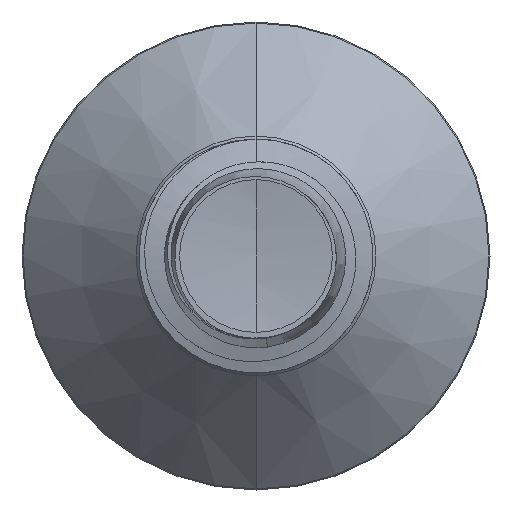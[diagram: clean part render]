
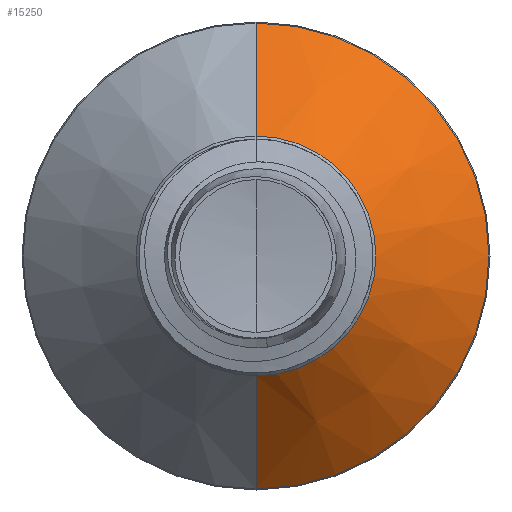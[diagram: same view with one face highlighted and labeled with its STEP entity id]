
A CAD part, front view. The second image highlights one B-rep face of the part: STEP entity #15250.
In plain terms, the highlighted conical face has half-angle 45 degrees and reference radius 2.563 mm.
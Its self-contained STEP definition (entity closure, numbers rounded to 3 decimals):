
#59 = VERTEX_POINT ( 'NONE', #14511 ) ;
#857 = CARTESIAN_POINT ( 'NONE',  ( 0., 4.313, 2.563 ) ) ;
#1106 = LINE ( 'NONE', #11120, #7202 ) ;
#1835 = ORIENTED_EDGE ( 'NONE', *, *, #11736, .T. ) ;
#1879 = ORIENTED_EDGE ( 'NONE', *, *, #14190, .T. ) ;
#1898 = ORIENTED_EDGE ( 'NONE', *, *, #12990, .F. ) ;
#1944 = ORIENTED_EDGE ( 'NONE', *, *, #7045, .F. ) ;
#3256 = EDGE_LOOP ( 'NONE', ( #1835, #1879, #1898, #1944 ) ) ;
#3460 = CIRCLE ( 'NONE', #3876, 4.978 ) ;
#3876 = AXIS2_PLACEMENT_3D ( 'NONE', #4270, #12495, #5508 ) ;
#4053 = DIRECTION ( 'NONE',  ( 0., 0.707, -0.707 ) ) ;
#4270 = CARTESIAN_POINT ( 'NONE',  ( 0., 6.728, 0. ) ) ;
#4440 = CARTESIAN_POINT ( 'NONE',  ( 0., 6.728, -4.978 ) ) ;
#4982 = CONICAL_SURFACE ( 'NONE', #14533, 2.563, 0.785 ) ;
#5160 = DIRECTION ( 'NONE',  ( 0., 0., 1. ) ) ;
#5508 = DIRECTION ( 'NONE',  ( 0., 0., 1. ) ) ;
#5940 = CARTESIAN_POINT ( 'NONE',  ( 0., 4.313, 2.563 ) ) ;
#6103 = FACE_OUTER_BOUND ( 'NONE', #3256, .T. ) ;
#7045 = EDGE_CURVE ( 'NONE', #7237, #8295, #8351, .T. ) ;
#7202 = VECTOR ( 'NONE', #4053, 1000. ) ;
#7216 = CARTESIAN_POINT ( 'NONE',  ( 0., 4.313, 0. ) ) ;
#7237 = VERTEX_POINT ( 'NONE', #5940 ) ;
#7488 = CARTESIAN_POINT ( 'NONE',  ( 0., 4.313, 0. ) ) ;
#7626 = VECTOR ( 'NONE', #9332, 1000. ) ;
#8028 = VERTEX_POINT ( 'NONE', #4440 ) ;
#8295 = VERTEX_POINT ( 'NONE', #9293 ) ;
#8351 = LINE ( 'NONE', #857, #7626 ) ;
#8415 = DIRECTION ( 'NONE',  ( 0., 0., 1. ) ) ;
#8522 = CIRCLE ( 'NONE', #10034, 2.563 ) ;
#9293 = CARTESIAN_POINT ( 'NONE',  ( 0., 6.728, 4.978 ) ) ;
#9332 = DIRECTION ( 'NONE',  ( 0., 0.707, 0.707 ) ) ;
#10034 = AXIS2_PLACEMENT_3D ( 'NONE', #7216, #15255, #8415 ) ;
#11120 = CARTESIAN_POINT ( 'NONE',  ( 0., 4.313, -2.563 ) ) ;
#11736 = EDGE_CURVE ( 'NONE', #7237, #59, #8522, .T. ) ;
#12495 = DIRECTION ( 'NONE',  ( 0., 1., 0. ) ) ;
#12990 = EDGE_CURVE ( 'NONE', #8295, #8028, #3460, .T. ) ;
#13266 = DIRECTION ( 'NONE',  ( 0., 1., 0. ) ) ;
#14190 = EDGE_CURVE ( 'NONE', #59, #8028, #1106, .T. ) ;
#14511 = CARTESIAN_POINT ( 'NONE',  ( 0., 4.313, -2.563 ) ) ;
#14533 = AXIS2_PLACEMENT_3D ( 'NONE', #7488, #13266, #5160 ) ;
#15250 = ADVANCED_FACE ( 'NONE', ( #6103 ), #4982, .T. ) ;
#15255 = DIRECTION ( 'NONE',  ( 0., 1., 0. ) ) ;
